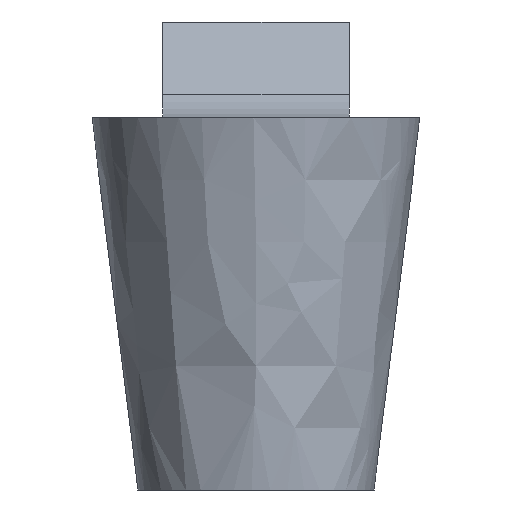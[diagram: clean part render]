
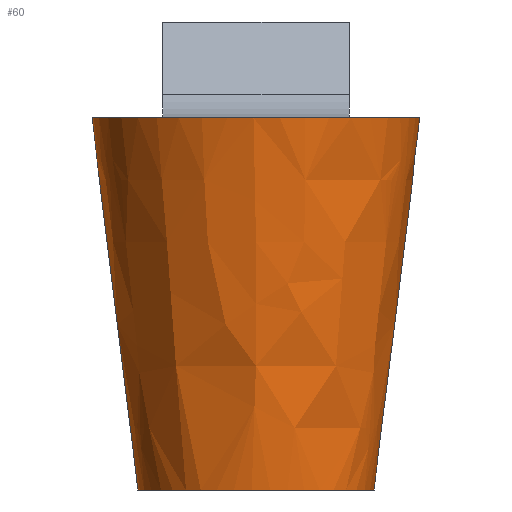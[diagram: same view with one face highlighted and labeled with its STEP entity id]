
A CAD part, front view. The second image highlights one B-rep face of the part: STEP entity #60.
In plain terms, the highlighted free-form (B-spline) face has degree [4, 3] with [11, 4] control points.
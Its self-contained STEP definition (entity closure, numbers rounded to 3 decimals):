
#36=(
BOUNDED_SURFACE()
B_SPLINE_SURFACE(4,3,((#731,#732,#733,#734),(#735,#736,#737,#738),(#739,
#740,#741,#742),(#743,#744,#745,#746),(#747,#748,#749,#750),(#751,#752,
#753,#754),(#755,#756,#757,#758),(#759,#760,#761,#762),(#763,#764,#765,
#766),(#767,#768,#769,#770),(#771,#772,#773,#774)),.UNSPECIFIED.,.F.,.F.,
 .F.)
B_SPLINE_SURFACE_WITH_KNOTS((5,3,3,5),(4,4),(0.,0.333,0.667,
1.),(0.,1.),.UNSPECIFIED.)
GEOMETRIC_REPRESENTATION_ITEM()
RATIONAL_B_SPLINE_SURFACE(((1.003,1.003,1.003,
1.003),(1.003,1.003,1.003,1.003),
(0.976,0.976,0.976,0.976),
(1.003,1.003,1.003,1.003),(1.003,
1.003,1.003,1.003),(0.976,0.976,
0.976,0.976),(1.003,1.003,1.003,
1.003),(1.003,1.003,1.003,1.003),
(0.976,0.976,0.976,0.976),
(1.003,1.003,1.003,1.003),(1.003,
1.003,1.003,1.003)))
REPRESENTATION_ITEM('')
SURFACE()
);
#39=(
BOUNDED_CURVE()
B_SPLINE_CURVE(3,(#725,#726,#727,#728),.UNSPECIFIED.,.F.,.F.)
B_SPLINE_CURVE_WITH_KNOTS((4,4),(0.,1.),.UNSPECIFIED.)
CURVE()
GEOMETRIC_REPRESENTATION_ITEM()
RATIONAL_B_SPLINE_CURVE((1.003,1.003,1.003,
1.003))
REPRESENTATION_ITEM('')
);
#60=ADVANCED_FACE('',(#93),#36,.F.);
#93=FACE_OUTER_BOUND('',#113,.T.);
#113=EDGE_LOOP('',(#214,#215,#216,#217));
#214=ORIENTED_EDGE('',*,*,#314,.F.);
#215=ORIENTED_EDGE('',*,*,#321,.T.);
#216=ORIENTED_EDGE('',*,*,#293,.F.);
#217=ORIENTED_EDGE('',*,*,#320,.F.);
#256=VERTEX_POINT('',#623);
#257=VERTEX_POINT('',#634);
#266=VERTEX_POINT('',#678);
#267=VERTEX_POINT('',#689);
#293=EDGE_CURVE('',#256,#257,#407,.T.);
#314=EDGE_CURVE('',#266,#267,#410,.T.);
#320=EDGE_CURVE('',#267,#256,#39,.T.);
#321=EDGE_CURVE('',#266,#257,#359,.T.);
#359=LINE('',#730,#396);
#396=VECTOR('',#545,1.);
#407=B_SPLINE_CURVE_WITH_KNOTS('',3,(#624,#625,#626,#627,#628,#629,#630,
#631,#632,#633),.UNSPECIFIED.,.F.,.F.,(4,2,2,2,4),(0.,0.25,0.5,0.75,1.),
 .UNSPECIFIED.);
#410=B_SPLINE_CURVE_WITH_KNOTS('',3,(#679,#680,#681,#682,#683,#684,#685,
#686,#687,#688),.UNSPECIFIED.,.F.,.F.,(4,2,2,2,4),(0.,0.25,0.5,0.75,1.),
 .UNSPECIFIED.);
#545=DIRECTION('',(0.115,-0.042,-0.993));
#623=CARTESIAN_POINT('',(1.374,2.035,-4.582));
#624=CARTESIAN_POINT('',(1.374,2.035,-4.582));
#625=CARTESIAN_POINT('',(1.529,1.61,-4.582));
#626=CARTESIAN_POINT('',(1.458,1.062,-4.582));
#627=CARTESIAN_POINT('',(0.923,0.311,-4.582));
#628=CARTESIAN_POINT('',(0.482,0.073,-4.582));
#629=CARTESIAN_POINT('',(-0.482,0.072,-4.582));
#630=CARTESIAN_POINT('',(-0.916,0.301,-4.582));
#631=CARTESIAN_POINT('',(-1.466,1.072,-4.582));
#632=CARTESIAN_POINT('',(-1.527,1.616,-4.582));
#633=CARTESIAN_POINT('',(-1.374,2.035,-4.582));
#634=CARTESIAN_POINT('',(-1.374,2.035,-4.582));
#678=CARTESIAN_POINT('',(-1.903,2.228,0.));
#679=CARTESIAN_POINT('',(-1.903,2.228,0.));
#680=CARTESIAN_POINT('',(-2.117,1.638,0.));
#681=CARTESIAN_POINT('',(-2.023,0.884,0.));
#682=CARTESIAN_POINT('',(-1.275,-0.165,0.));
#683=CARTESIAN_POINT('',(-0.668,-0.49,0.));
#684=CARTESIAN_POINT('',(0.668,-0.49,0.));
#685=CARTESIAN_POINT('',(1.268,-0.175,0.));
#686=CARTESIAN_POINT('',(2.03,0.894,0.));
#687=CARTESIAN_POINT('',(2.114,1.647,0.));
#688=CARTESIAN_POINT('',(1.903,2.228,0.));
#689=CARTESIAN_POINT('',(1.903,2.228,0.));
#725=CARTESIAN_POINT('',(1.903,2.228,0.));
#726=CARTESIAN_POINT('',(1.727,2.163,-1.527));
#727=CARTESIAN_POINT('',(1.55,2.099,-3.054));
#728=CARTESIAN_POINT('',(1.374,2.035,-4.582));
#730=CARTESIAN_POINT('',(-1.639,2.131,-2.291));
#731=CARTESIAN_POINT('',(-1.903,2.228,0.));
#732=CARTESIAN_POINT('',(-1.727,2.163,-1.527));
#733=CARTESIAN_POINT('',(-1.55,2.099,-3.054));
#734=CARTESIAN_POINT('',(-1.374,2.035,-4.582));
#735=CARTESIAN_POINT('',(-2.11,1.659,0.));
#736=CARTESIAN_POINT('',(-1.914,1.648,-1.527));
#737=CARTESIAN_POINT('',(-1.719,1.636,-3.054));
#738=CARTESIAN_POINT('',(-1.524,1.625,-4.582));
#739=CARTESIAN_POINT('',(-2.123,0.899,0.));
#740=CARTESIAN_POINT('',(-1.927,0.958,-1.527));
#741=CARTESIAN_POINT('',(-1.73,1.017,-3.054));
#742=CARTESIAN_POINT('',(-1.533,1.076,-4.582));
#743=CARTESIAN_POINT('',(-1.694,0.272,0.));
#744=CARTESIAN_POINT('',(-1.537,0.389,-1.527));
#745=CARTESIAN_POINT('',(-1.38,0.506,-3.054));
#746=CARTESIAN_POINT('',(-1.224,0.623,-4.582));
#747=CARTESIAN_POINT('',(-0.724,-0.45,0.));
#748=CARTESIAN_POINT('',(-0.657,-0.267,-1.527));
#749=CARTESIAN_POINT('',(-0.59,-0.083,-3.054));
#750=CARTESIAN_POINT('',(-0.523,0.101,-4.582));
#751=CARTESIAN_POINT('',(0.,-0.681,0.));
#752=CARTESIAN_POINT('',(0.,-0.476,-1.527));
#753=CARTESIAN_POINT('',(0.,-0.271,-3.054));
#754=CARTESIAN_POINT('',(0.,-0.066,-4.582));
#755=CARTESIAN_POINT('',(0.724,-0.45,0.));
#756=CARTESIAN_POINT('',(0.657,-0.267,-1.527));
#757=CARTESIAN_POINT('',(0.59,-0.083,-3.054));
#758=CARTESIAN_POINT('',(0.523,0.101,-4.582));
#759=CARTESIAN_POINT('',(1.694,0.272,0.));
#760=CARTESIAN_POINT('',(1.537,0.389,-1.527));
#761=CARTESIAN_POINT('',(1.38,0.506,-3.054));
#762=CARTESIAN_POINT('',(1.224,0.623,-4.582));
#763=CARTESIAN_POINT('',(2.123,0.899,0.));
#764=CARTESIAN_POINT('',(1.927,0.958,-1.527));
#765=CARTESIAN_POINT('',(1.73,1.017,-3.054));
#766=CARTESIAN_POINT('',(1.533,1.076,-4.582));
#767=CARTESIAN_POINT('',(2.11,1.659,0.));
#768=CARTESIAN_POINT('',(1.914,1.648,-1.527));
#769=CARTESIAN_POINT('',(1.719,1.636,-3.054));
#770=CARTESIAN_POINT('',(1.524,1.625,-4.582));
#771=CARTESIAN_POINT('',(1.903,2.228,0.));
#772=CARTESIAN_POINT('',(1.727,2.163,-1.527));
#773=CARTESIAN_POINT('',(1.55,2.099,-3.054));
#774=CARTESIAN_POINT('',(1.374,2.035,-4.582));
